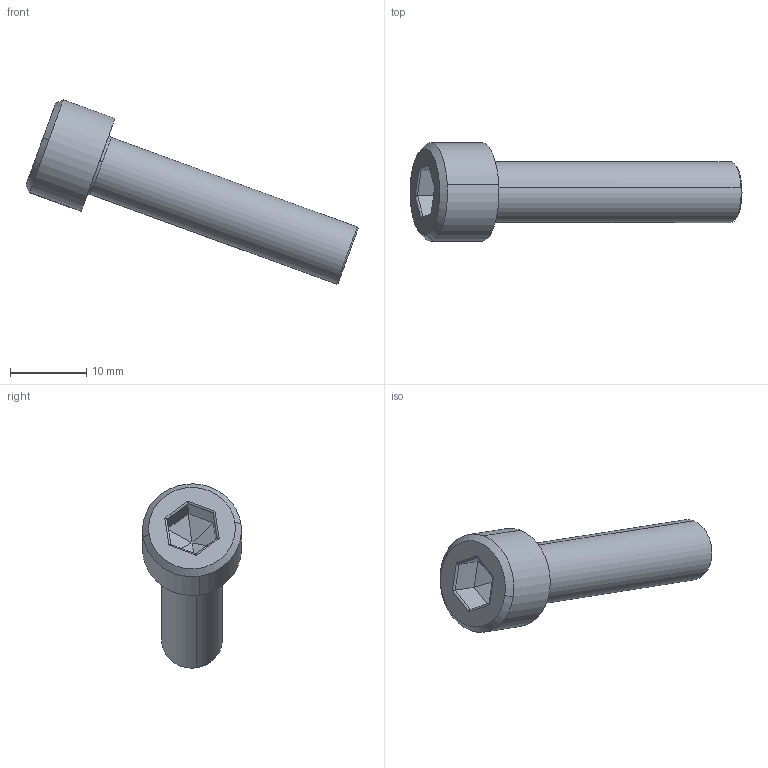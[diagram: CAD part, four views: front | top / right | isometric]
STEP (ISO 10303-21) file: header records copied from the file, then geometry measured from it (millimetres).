
FILE_DESCRIPTION(('CoCreate Modeling STEP Export'),'2;1');
FILE_NAME('b22.stp','2011-05-24T 9:45:53',(''),(''),'CoCreate Modeling STEP processor for AP214 (Solid Model)','CoCreate Modeling 18.0P1120 20-Nov-2010 (C) Parametric Technology GmbH','');
FILE_SCHEMA(('AUTOMOTIVE_DESIGN { 1 0 10303 214 1 1 1 1 }'));
Length unit declared in the file: millimetre
Products named in the file (2): 40259.PRT
Assembly tree (1 placements, depth 2):
  40259.PRT
    40259.PRT
Bounding box: 43.66 x 12.99 x 24.24 mm (x, y, z)
Volume: 2660.6 mm3; surface area: 1531.8 mm2
Topology: 1 solids, 1 shells, 32 faces, 73 edges, 45 vertices
Faces by surface type: plane 16, cylinder 10, cone 4, torus 2
Entity records: 897 total; most frequent: CARTESIAN_POINT 180, ORIENTED_EDGE 146, DIRECTION 130, EDGE_CURVE 73, VERTEX_POINT 45, VECTOR 44, LINE 44, AXIS2_PLACEMENT_3D 43
